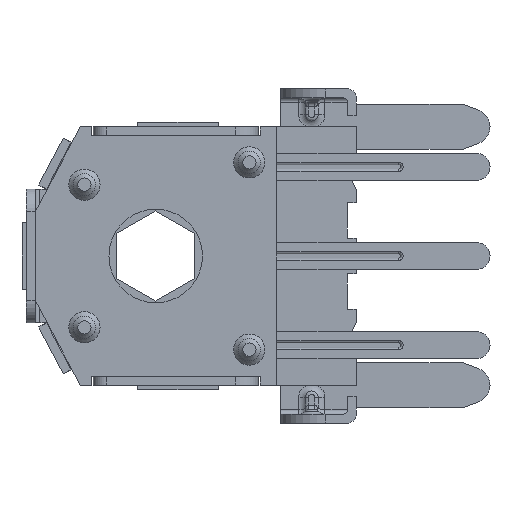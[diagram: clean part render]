
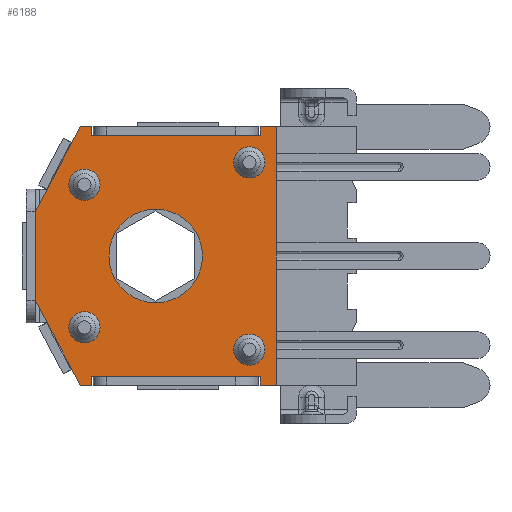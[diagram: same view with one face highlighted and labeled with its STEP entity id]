
A CAD part, front view. The second image highlights one B-rep face of the part: STEP entity #6188.
In plain terms, the highlighted planar face has unit normal (0, -1, 0).
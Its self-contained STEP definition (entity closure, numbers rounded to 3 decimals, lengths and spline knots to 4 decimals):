
#125=FACE_BOUND('',#786,.T.);
#126=FACE_BOUND('',#787,.T.);
#127=FACE_BOUND('',#788,.T.);
#128=FACE_BOUND('',#789,.T.);
#129=FACE_BOUND('',#790,.T.);
#201=PLANE('',#6676);
#417=FACE_OUTER_BOUND('',#785,.T.);
#785=EDGE_LOOP('',(#4454,#4455,#4456,#4457,#4458,#4459,#4460,#4461,#4462,
#4463,#4464,#4465,#4466,#4467));
#786=EDGE_LOOP('',(#4468,#4469));
#787=EDGE_LOOP('',(#4470));
#788=EDGE_LOOP('',(#4471));
#789=EDGE_LOOP('',(#4472));
#790=EDGE_LOOP('',(#4473));
#1098=LINE('',#9139,#1723);
#1107=LINE('',#9162,#1732);
#1121=LINE('',#9199,#1746);
#1237=LINE('',#9518,#1862);
#1238=LINE('',#9520,#1863);
#1239=LINE('',#9522,#1864);
#1240=LINE('',#9524,#1865);
#1241=LINE('',#9525,#1866);
#1242=LINE('',#9527,#1867);
#1243=LINE('',#9529,#1868);
#1244=LINE('',#9531,#1869);
#1245=LINE('',#9533,#1870);
#1246=LINE('',#9534,#1871);
#1247=LINE('',#9535,#1872);
#1723=VECTOR('',#7218,10.);
#1732=VECTOR('',#7235,10.);
#1746=VECTOR('',#7265,10.);
#1862=VECTOR('',#7589,10.);
#1863=VECTOR('',#7590,10.);
#1864=VECTOR('',#7591,10.);
#1865=VECTOR('',#7592,10.);
#1866=VECTOR('',#7593,10.);
#1867=VECTOR('',#7594,10.);
#1868=VECTOR('',#7595,10.);
#1869=VECTOR('',#7596,10.);
#1870=VECTOR('',#7597,10.);
#1871=VECTOR('',#7598,10.);
#1872=VECTOR('',#7599,10.);
#2365=CIRCLE('',#6631,1.05);
#2366=CIRCLE('',#6632,1.05);
#2385=CIRCLE('',#6675,0.35);
#2386=CIRCLE('',#6677,0.35);
#2387=CIRCLE('',#6678,0.35);
#2388=CIRCLE('',#6679,0.35);
#2623=VERTEX_POINT('',#9136);
#2624=VERTEX_POINT('',#9138);
#2633=VERTEX_POINT('',#9159);
#2634=VERTEX_POINT('',#9161);
#2648=VERTEX_POINT('',#9196);
#2649=VERTEX_POINT('',#9198);
#2723=VERTEX_POINT('',#9425);
#2724=VERTEX_POINT('',#9426);
#2747=VERTEX_POINT('',#9513);
#2748=VERTEX_POINT('',#9517);
#2749=VERTEX_POINT('',#9519);
#2750=VERTEX_POINT('',#9521);
#2751=VERTEX_POINT('',#9523);
#2752=VERTEX_POINT('',#9526);
#2753=VERTEX_POINT('',#9528);
#2754=VERTEX_POINT('',#9530);
#2755=VERTEX_POINT('',#9532);
#2756=VERTEX_POINT('',#9536);
#2757=VERTEX_POINT('',#9538);
#2758=VERTEX_POINT('',#9540);
#3214=EDGE_CURVE('',#2624,#2623,#1098,.T.);
#3225=EDGE_CURVE('',#2634,#2633,#1107,.T.);
#3243=EDGE_CURVE('',#2649,#2648,#1121,.T.);
#3354=EDGE_CURVE('',#2723,#2724,#2365,.T.);
#3355=EDGE_CURVE('',#2724,#2723,#2366,.T.);
#3394=EDGE_CURVE('',#2747,#2747,#2385,.T.);
#3396=EDGE_CURVE('',#2633,#2748,#1237,.T.);
#3397=EDGE_CURVE('',#2748,#2749,#1238,.T.);
#3398=EDGE_CURVE('',#2749,#2750,#1239,.T.);
#3399=EDGE_CURVE('',#2750,#2751,#1240,.T.);
#3400=EDGE_CURVE('',#2751,#2624,#1241,.T.);
#3401=EDGE_CURVE('',#2623,#2752,#1242,.T.);
#3402=EDGE_CURVE('',#2752,#2753,#1243,.T.);
#3403=EDGE_CURVE('',#2754,#2753,#1244,.T.);
#3404=EDGE_CURVE('',#2754,#2755,#1245,.T.);
#3405=EDGE_CURVE('',#2649,#2755,#1246,.T.);
#3406=EDGE_CURVE('',#2648,#2634,#1247,.T.);
#3407=EDGE_CURVE('',#2756,#2756,#2386,.T.);
#3408=EDGE_CURVE('',#2757,#2757,#2387,.T.);
#3409=EDGE_CURVE('',#2758,#2758,#2388,.T.);
#4454=ORIENTED_EDGE('',*,*,#3396,.T.);
#4455=ORIENTED_EDGE('',*,*,#3397,.T.);
#4456=ORIENTED_EDGE('',*,*,#3398,.T.);
#4457=ORIENTED_EDGE('',*,*,#3399,.T.);
#4458=ORIENTED_EDGE('',*,*,#3400,.T.);
#4459=ORIENTED_EDGE('',*,*,#3214,.T.);
#4460=ORIENTED_EDGE('',*,*,#3401,.T.);
#4461=ORIENTED_EDGE('',*,*,#3402,.T.);
#4462=ORIENTED_EDGE('',*,*,#3403,.F.);
#4463=ORIENTED_EDGE('',*,*,#3404,.T.);
#4464=ORIENTED_EDGE('',*,*,#3405,.F.);
#4465=ORIENTED_EDGE('',*,*,#3243,.T.);
#4466=ORIENTED_EDGE('',*,*,#3406,.T.);
#4467=ORIENTED_EDGE('',*,*,#3225,.T.);
#4468=ORIENTED_EDGE('',*,*,#3354,.T.);
#4469=ORIENTED_EDGE('',*,*,#3355,.T.);
#4470=ORIENTED_EDGE('',*,*,#3407,.F.);
#4471=ORIENTED_EDGE('',*,*,#3408,.F.);
#4472=ORIENTED_EDGE('',*,*,#3409,.F.);
#4473=ORIENTED_EDGE('',*,*,#3394,.F.);
#6188=ADVANCED_FACE('',(#417,#125,#126,#127,#128,#129),#201,.T.);
#6631=AXIS2_PLACEMENT_3D('',#9427,#7476,#7477);
#6632=AXIS2_PLACEMENT_3D('',#9428,#7478,#7479);
#6675=AXIS2_PLACEMENT_3D('',#9514,#7584,#7585);
#6676=AXIS2_PLACEMENT_3D('',#9516,#7587,#7588);
#6677=AXIS2_PLACEMENT_3D('',#9537,#7600,#7601);
#6678=AXIS2_PLACEMENT_3D('',#9539,#7602,#7603);
#6679=AXIS2_PLACEMENT_3D('',#9541,#7604,#7605);
#7218=DIRECTION('',(-1.,0.,0.));
#7235=DIRECTION('',(1.,0.,0.));
#7265=DIRECTION('',(1.,0.,0.));
#7476=DIRECTION('center_axis',(0.,1.,0.));
#7477=DIRECTION('ref_axis',(1.,0.,0.));
#7478=DIRECTION('center_axis',(0.,1.,0.));
#7479=DIRECTION('ref_axis',(1.,0.,0.));
#7584=DIRECTION('center_axis',(0.,-1.,0.));
#7585=DIRECTION('ref_axis',(-1.,0.,0.));
#7587=DIRECTION('center_axis',(0.,-1.,0.));
#7588=DIRECTION('ref_axis',(0.,0.,-1.));
#7589=DIRECTION('',(0.,0.,-1.));
#7590=DIRECTION('',(1.,0.,0.));
#7591=DIRECTION('',(0.,0.,1.));
#7592=DIRECTION('',(-1.,0.,0.));
#7593=DIRECTION('',(0.,0.,-1.));
#7594=DIRECTION('',(0.,0.,1.));
#7595=DIRECTION('',(-1.,0.,0.));
#7596=DIRECTION('',(0.469,0.,0.883));
#7597=DIRECTION('',(0.,0.,-1.));
#7598=DIRECTION('',(-0.469,0.,0.883));
#7599=DIRECTION('',(0.,0.,1.));
#7600=DIRECTION('center_axis',(0.,-1.,0.));
#7601=DIRECTION('ref_axis',(-1.,0.,0.));
#7602=DIRECTION('center_axis',(0.,-1.,0.));
#7603=DIRECTION('ref_axis',(-1.,0.,0.));
#7604=DIRECTION('center_axis',(0.,-1.,0.));
#7605=DIRECTION('ref_axis',(-1.,0.,0.));
#9136=CARTESIAN_POINT('',(-1.4498,0.,2.7));
#9138=CARTESIAN_POINT('',(2.35,0.,2.7));
#9139=CARTESIAN_POINT('',(0.2251,0.,2.7));
#9159=CARTESIAN_POINT('',(2.35,0.,-2.7));
#9161=CARTESIAN_POINT('',(-1.4498,0.,-2.7));
#9162=CARTESIAN_POINT('',(0.2251,0.,-2.7));
#9196=CARTESIAN_POINT('',(-1.4498,0.,-2.9));
#9198=CARTESIAN_POINT('',(-1.6898,0.,-2.9));
#9199=CARTESIAN_POINT('',(-2.7,0.,-2.9));
#9425=CARTESIAN_POINT('',(1.05,0.,0.));
#9426=CARTESIAN_POINT('',(-1.05,0.,0.));
#9427=CARTESIAN_POINT('Origin',(0.,0.,0.));
#9428=CARTESIAN_POINT('Origin',(0.,0.,0.));
#9513=CARTESIAN_POINT('',(2.45,0.,-2.1));
#9514=CARTESIAN_POINT('Origin',(2.1,0.,-2.1));
#9516=CARTESIAN_POINT('Origin',(0.,0.,0.));
#9517=CARTESIAN_POINT('',(2.35,0.,-2.9));
#9518=CARTESIAN_POINT('',(2.35,0.,-1.45));
#9519=CARTESIAN_POINT('',(2.7,0.,-2.9));
#9520=CARTESIAN_POINT('',(-2.7,0.,-2.9));
#9521=CARTESIAN_POINT('',(2.7,0.,2.9));
#9522=CARTESIAN_POINT('',(2.7,0.,-2.9));
#9523=CARTESIAN_POINT('',(2.35,0.,2.9));
#9524=CARTESIAN_POINT('',(2.7,0.,2.9));
#9525=CARTESIAN_POINT('',(2.35,0.,1.45));
#9526=CARTESIAN_POINT('',(-1.4498,0.,2.9));
#9527=CARTESIAN_POINT('',(-1.4498,0.,1.45));
#9528=CARTESIAN_POINT('',(-1.6898,0.,2.9));
#9529=CARTESIAN_POINT('',(2.7,0.,2.9));
#9530=CARTESIAN_POINT('',(-2.7,0.,1.));
#9531=CARTESIAN_POINT('',(-2.3572,0.,1.6448));
#9532=CARTESIAN_POINT('',(-2.7,0.,-1.));
#9533=CARTESIAN_POINT('',(-2.7,0.,2.9));
#9534=CARTESIAN_POINT('',(-2.3572,0.,-1.6448));
#9535=CARTESIAN_POINT('',(-1.4498,0.,-1.45));
#9536=CARTESIAN_POINT('',(-1.25,0.,-1.6));
#9537=CARTESIAN_POINT('Origin',(-1.6,0.,-1.6));
#9538=CARTESIAN_POINT('',(2.45,0.,2.1));
#9539=CARTESIAN_POINT('Origin',(2.1,0.,2.1));
#9540=CARTESIAN_POINT('',(-1.25,0.,1.6));
#9541=CARTESIAN_POINT('Origin',(-1.6,0.,1.6));
